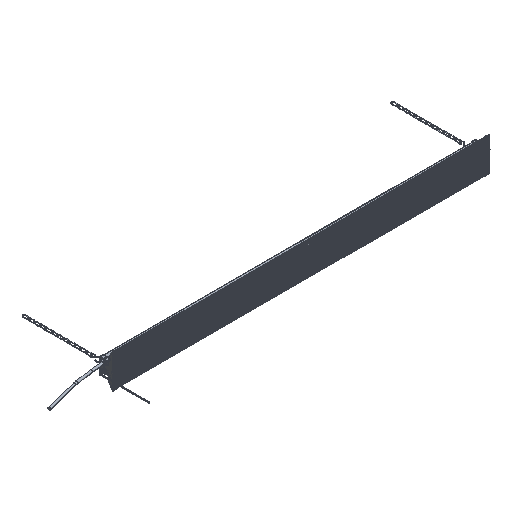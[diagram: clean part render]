
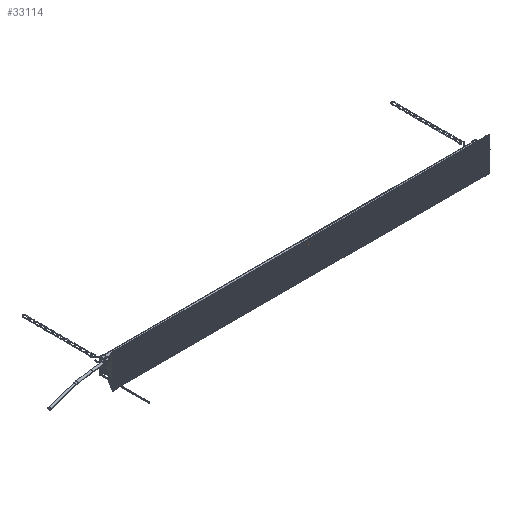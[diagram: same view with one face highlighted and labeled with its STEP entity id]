
A CAD part, isometric view. The second image highlights one B-rep face of the part: STEP entity #33114.
In plain terms, the highlighted face is a extrusion surface.
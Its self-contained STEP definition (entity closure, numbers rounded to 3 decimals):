
#27345=CARTESIAN_POINT('',(-589.,-0.35,51.691));
#27346=CARTESIAN_POINT('',(-589.,-0.657,48.923));
#27347=CARTESIAN_POINT('',(-589.,-1.131,43.08));
#27348=CARTESIAN_POINT('',(-589.,-1.638,33.845));
#27349=CARTESIAN_POINT('',(-589.,-2.005,23.657));
#27350=CARTESIAN_POINT('',(-589.,-2.242,12.424));
#27351=CARTESIAN_POINT('',(-589.,-2.33,0.314));
#27352=CARTESIAN_POINT('',(-589.,-2.251,-11.908));
#27353=CARTESIAN_POINT('',(-589.,-2.013,-23.442));
#27354=CARTESIAN_POINT('',(-589.,-1.641,-33.79));
#27355=CARTESIAN_POINT('',(-589.,-1.132,-43.072));
#27356=CARTESIAN_POINT('',(-589.,-0.657,-48.922));
#27357=CARTESIAN_POINT('',(-589.,-0.35,-51.691));
#29748=CARTESIAN_POINT('',(589.,-0.35,51.691));
#29749=CARTESIAN_POINT('',(589.,-0.657,48.923));
#29750=CARTESIAN_POINT('',(589.,-1.131,43.08));
#29751=CARTESIAN_POINT('',(589.,-1.638,33.845));
#29752=CARTESIAN_POINT('',(589.,-2.005,23.657));
#29753=CARTESIAN_POINT('',(589.,-2.242,12.424));
#29754=CARTESIAN_POINT('',(589.,-2.33,0.314));
#29755=CARTESIAN_POINT('',(589.,-2.251,-11.908));
#29756=CARTESIAN_POINT('',(589.,-2.013,-23.442));
#29757=CARTESIAN_POINT('',(589.,-1.641,-33.79));
#29758=CARTESIAN_POINT('',(589.,-1.132,-43.072));
#29759=CARTESIAN_POINT('',(589.,-0.657,-48.922));
#29760=CARTESIAN_POINT('',(589.,-0.35,-51.691));
#29766=DIRECTION('',(1.,0.,0.));
#29767=VECTOR('',#29766,1178.);
#29768=CARTESIAN_POINT('',(-589.,-0.35,51.691));
#29769=LINE('',#29768,#29767);
#29770=DIRECTION('',(1.,0.,0.));
#29771=VECTOR('',#29770,1178.);
#29772=CARTESIAN_POINT('',(-589.,-0.35,-51.691));
#29773=LINE('',#29772,#29771);
#29774=VERTEX_POINT('',#27345);
#29775=VERTEX_POINT('',#27357);
#29778=VERTEX_POINT('',#29748);
#29779=VERTEX_POINT('',#29760);
#33088=CARTESIAN_POINT('',(-589.,-0.232,-52.719));
#33089=CARTESIAN_POINT('',(-589.,-0.272,-52.377));
#33090=CARTESIAN_POINT('',(-589.,-0.629,-49.266));
#33091=CARTESIAN_POINT('',(-589.,-1.132,-43.072));
#33092=CARTESIAN_POINT('',(-589.,-1.641,-33.79));
#33093=CARTESIAN_POINT('',(-589.,-2.013,-23.442));
#33094=CARTESIAN_POINT('',(-589.,-2.251,-11.908));
#33095=CARTESIAN_POINT('',(-589.,-2.33,0.314));
#33096=CARTESIAN_POINT('',(-589.,-2.242,12.424));
#33097=CARTESIAN_POINT('',(-589.,-2.005,23.657));
#33098=CARTESIAN_POINT('',(-589.,-1.638,33.845));
#33099=CARTESIAN_POINT('',(-589.,-1.131,43.08));
#33100=CARTESIAN_POINT('',(-589.,-0.629,49.267));
#33101=CARTESIAN_POINT('',(-589.,-0.272,52.377));
#33102=CARTESIAN_POINT('',(-589.,-0.232,52.719));
#33104=DIRECTION('',(1.,0.,0.));
#33105=VECTOR('',#33104,1.);
#33106=SURFACE_OF_LINEAR_EXTRUSION('',#33103,#33105);
#33107=ORIENTED_EDGE('',*,*,#30479,.F.);
#33108=ORIENTED_EDGE('',*,*,#33068,.T.);
#33109=ORIENTED_EDGE('',*,*,#33055,.T.);
#33111=ORIENTED_EDGE('',*,*,#33110,.F.);
#33112=EDGE_LOOP('',(#33107,#33108,#33109,#33111));
#33113=FACE_OUTER_BOUND('',#33112,.F.);
#27358=B_SPLINE_CURVE_WITH_KNOTS('',3,(#27345,#27346,#27347,#27348,#27349,
#27350,#27351,#27352,#27353,#27354,#27355,#27356,#27357),.UNSPECIFIED.,.F.,.F.,(
4,1,1,1,1,1,1,1,1,1,4),(0.,0.081,0.17,
0.268,0.376,0.496,0.619,
0.731,0.83,0.919,1.),.UNSPECIFIED.);
#29761=B_SPLINE_CURVE_WITH_KNOTS('',3,(#29748,#29749,#29750,#29751,#29752,
#29753,#29754,#29755,#29756,#29757,#29758,#29759,#29760),.UNSPECIFIED.,.F.,.F.,(
4,1,1,1,1,1,1,1,1,1,4),(0.,0.081,0.17,
0.268,0.376,0.496,0.619,
0.731,0.83,0.919,1.),.UNSPECIFIED.);
#30479=EDGE_CURVE('',#29774,#29775,#27358,.T.);
#33055=EDGE_CURVE('',#29778,#29779,#29761,.T.);
#33068=EDGE_CURVE('',#29774,#29778,#29769,.T.);
#33103=B_SPLINE_CURVE_WITH_KNOTS('',3,(#33088,#33089,#33090,#33091,#33092,
#33093,#33094,#33095,#33096,#33097,#33098,#33099,#33100,#33101,#33102),
.UNSPECIFIED.,.F.,.F.,(4,1,1,1,1,1,1,1,1,1,1,1,4),(0.,0.01,
0.089,0.177,0.274,0.383,
0.504,0.621,0.727,0.824,
0.911,0.99,1.),.UNSPECIFIED.);
#33110=EDGE_CURVE('',#29775,#29779,#29773,.T.);
#33114=ADVANCED_FACE('',(#33113),#33106,.F.);
